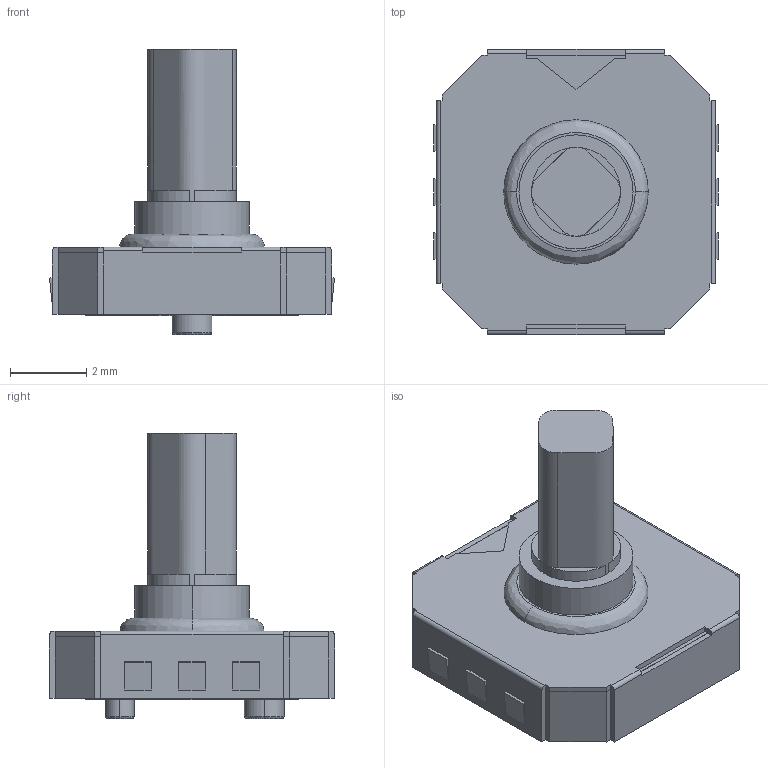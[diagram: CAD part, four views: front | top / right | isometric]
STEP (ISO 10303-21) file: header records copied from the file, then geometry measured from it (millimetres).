
FILE_DESCRIPTION (( 'STEP AP214' ), '1' );
FILE_NAME ('MU-BUE70R.stp', '2024-09-18T09:38:21', ( '' ), ( '' ), 'SwSTEP 2.0', 'SolidWorks 2020', '' );
FILE_SCHEMA (( 'AUTOMOTIVE_DESIGN' ));
Length unit declared in the file: centimetre
Products named in the file (1): MU-BUE70R
Bounding box: 7.5 x 7.5 x 7.5 mm (x, y, z)
Volume: 116.6 mm3; surface area: 371.8 mm2
Topology: 3 solids, 3 shells, 126 faces, 323 edges, 210 vertices
Faces by surface type: plane 100, cylinder 18, bspline 8
Entity records: 3990 total; most frequent: CARTESIAN_POINT 902, ORIENTED_EDGE 646, DIRECTION 587, EDGE_CURVE 323, VECTOR 261, LINE 261, VERTEX_POINT 210, AXIS2_PLACEMENT_3D 163
